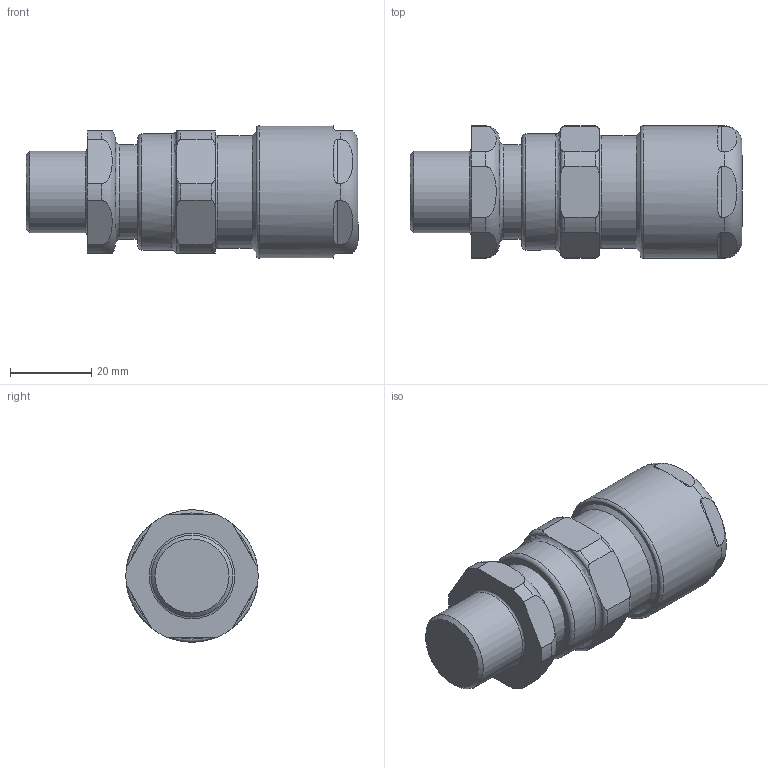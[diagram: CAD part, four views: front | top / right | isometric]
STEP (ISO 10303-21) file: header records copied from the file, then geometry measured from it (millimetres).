
FILE_DESCRIPTION(/* description */ (''),/* implementation_level */ '2;1');
FILE_NAME(/* name */ '501_453_RAC_X A.stp',/* time_stamp */ '2019-08-02T16:28:54+06:00',/* author */ ('vinaykumark'),/* organization */ (''),/* preprocessor_version */ 'ST-DEVELOPER v16.13',/* originating_system */ 'Autodesk Inventor 2018',/* authorisation */ '');
FILE_SCHEMA (('AUTOMOTIVE_DESIGN { 1 0 10303 214 3 1 1 }'));
Length unit declared in the file: millimetre
Products named in the file (1): 501_453_RAC_X A
Bounding box: 81.56 x 32.5 x 32.5 mm (x, y, z)
Volume: 73190.4 mm3; surface area: 24591.1 mm2
Topology: 9 solids, 9 shells, 450 faces, 1174 edges, 759 vertices
Faces by surface type: torus 178, cylinder 106, plane 91, cone 73, sphere 2
Full cylindrical faces by diameter (mm): 0.6 x6, 14.3 x1, 20 x1, 20.75 x1, 20.9 x2, 21 x1, 23 x3, 23.3 x1, 23.5 x1, 24.5 x1, 25.4 x1, 27.7 x1, 28.5 x1, 28.55 x1, 30 x1, 32.5 x1
Entity records: 15690 total; most frequent: CARTESIAN_POINT 4509, DIRECTION 2372, ORIENTED_EDGE 2150, AXIS2_PLACEMENT_3D 1076, EDGE_CURVE 1075, VERTEX_POINT 749, EDGE_LOOP 558, ADVANCED_FACE 450
